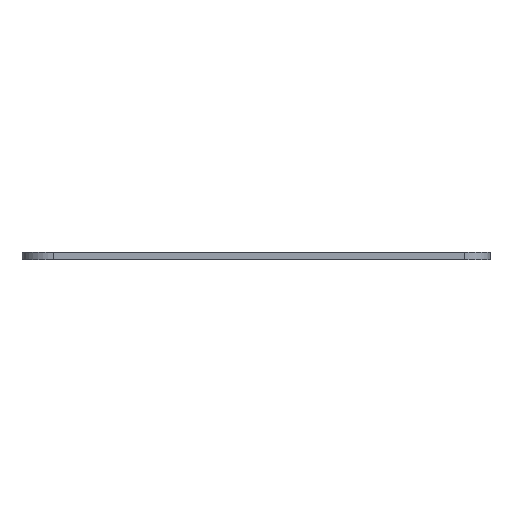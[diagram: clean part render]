
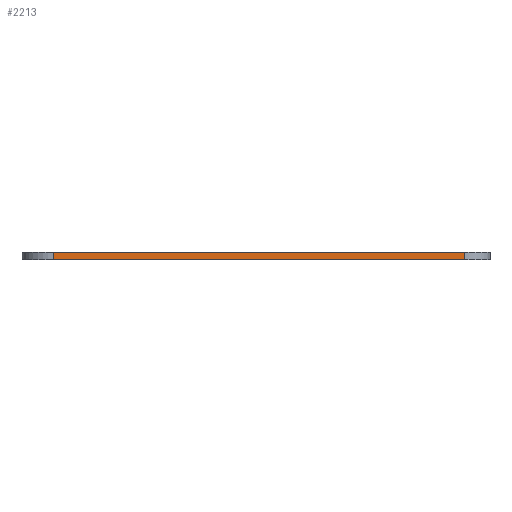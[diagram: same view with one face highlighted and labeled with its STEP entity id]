
A CAD part, left-side view. The second image highlights one B-rep face of the part: STEP entity #2213.
In plain terms, the highlighted planar face has unit normal (-1, 0, 0).
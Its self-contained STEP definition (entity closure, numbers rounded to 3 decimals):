
#146 = VERTEX_POINT('',#147);
#147 = CARTESIAN_POINT('',(101.283,-39.053,0.));
#154 = EDGE_CURVE('',#155,#146,#157,.T.);
#155 = VERTEX_POINT('',#156);
#156 = CARTESIAN_POINT('',(101.283,-121.603,0.));
#157 = LINE('',#158,#159);
#158 = CARTESIAN_POINT('',(101.283,-121.603,0.));
#159 = VECTOR('',#160,1.);
#160 = DIRECTION('',(0.,1.,0.));
#1166 = VERTEX_POINT('',#1167);
#1167 = CARTESIAN_POINT('',(101.283,-39.053,1.6));
#1174 = EDGE_CURVE('',#1175,#1166,#1177,.T.);
#1175 = VERTEX_POINT('',#1176);
#1176 = CARTESIAN_POINT('',(101.283,-121.603,1.6));
#1177 = LINE('',#1178,#1179);
#1178 = CARTESIAN_POINT('',(101.283,-121.603,1.6));
#1179 = VECTOR('',#1180,1.);
#1180 = DIRECTION('',(0.,1.,0.));
#2183 = EDGE_CURVE('',#146,#1166,#2184,.T.);
#2184 = LINE('',#2185,#2186);
#2185 = CARTESIAN_POINT('',(101.283,-39.053,0.));
#2186 = VECTOR('',#2187,1.);
#2187 = DIRECTION('',(0.,0.,1.));
#2213 = ADVANCED_FACE('',(#2214),#2225,.T.);
#2214 = FACE_BOUND('',#2215,.T.);
#2215 = EDGE_LOOP('',(#2216,#2222,#2223,#2224));
#2216 = ORIENTED_EDGE('',*,*,#2217,.T.);
#2217 = EDGE_CURVE('',#155,#1175,#2218,.T.);
#2218 = LINE('',#2219,#2220);
#2219 = CARTESIAN_POINT('',(101.283,-121.603,0.));
#2220 = VECTOR('',#2221,1.);
#2221 = DIRECTION('',(0.,0.,1.));
#2222 = ORIENTED_EDGE('',*,*,#1174,.T.);
#2223 = ORIENTED_EDGE('',*,*,#2183,.F.);
#2224 = ORIENTED_EDGE('',*,*,#154,.F.);
#2225 = PLANE('',#2226);
#2226 = AXIS2_PLACEMENT_3D('',#2227,#2228,#2229);
#2227 = CARTESIAN_POINT('',(101.283,-121.603,0.));
#2228 = DIRECTION('',(-1.,0.,0.));
#2229 = DIRECTION('',(0.,1.,0.));
